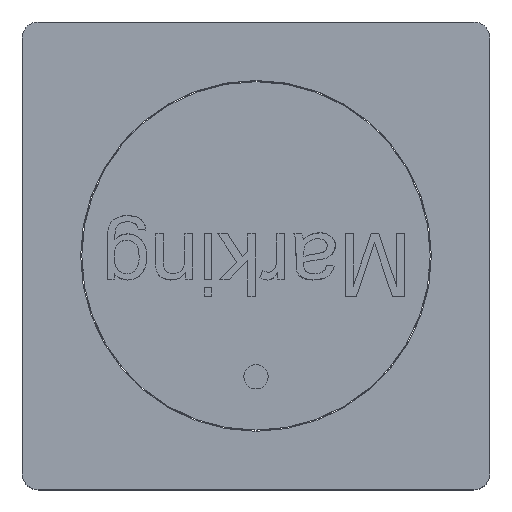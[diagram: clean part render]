
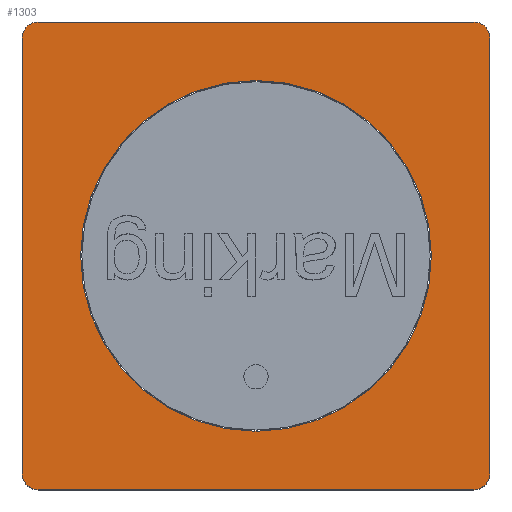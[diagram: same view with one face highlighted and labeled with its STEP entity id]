
A CAD part, top view. The second image highlights one B-rep face of the part: STEP entity #1303.
In plain terms, the highlighted planar face has unit normal (0, 0, 1).
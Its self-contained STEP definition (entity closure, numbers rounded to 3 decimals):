
#572 = VERTEX_POINT('',#573);
#573 = CARTESIAN_POINT('',(-2.9,-2.7,1.85));
#579 = EDGE_CURVE('',#580,#572,#582,.T.);
#580 = VERTEX_POINT('',#581);
#581 = CARTESIAN_POINT('',(-2.9,2.7,1.85));
#582 = LINE('',#583,#584);
#583 = CARTESIAN_POINT('',(-2.9,2.9,1.85));
#584 = VECTOR('',#585,1.);
#585 = DIRECTION('',(0.,-1.,0.));
#612 = VERTEX_POINT('',#613);
#613 = CARTESIAN_POINT('',(2.9,2.7,1.85));
#619 = EDGE_CURVE('',#620,#612,#622,.T.);
#620 = VERTEX_POINT('',#621);
#621 = CARTESIAN_POINT('',(2.9,-2.7,1.85));
#622 = LINE('',#623,#624);
#623 = CARTESIAN_POINT('',(2.9,-2.9,1.85));
#624 = VECTOR('',#625,1.);
#625 = DIRECTION('',(0.,1.,0.));
#827 = VERTEX_POINT('',#828);
#828 = CARTESIAN_POINT('',(0.,-2.175,1.85));
#833 = EDGE_CURVE('',#827,#834,#836,.T.);
#834 = VERTEX_POINT('',#835);
#835 = CARTESIAN_POINT('',(2.175,0.,1.85));
#836 = CIRCLE('',#837,2.175);
#837 = AXIS2_PLACEMENT_3D('',#838,#839,#840);
#838 = CARTESIAN_POINT('',(0.,0.,1.85)
  );
#839 = DIRECTION('',(0.,0.,-1.));
#840 = DIRECTION('',(1.,0.,0.));
#842 = EDGE_CURVE('',#834,#827,#843,.T.);
#843 = CIRCLE('',#844,2.175);
#844 = AXIS2_PLACEMENT_3D('',#845,#846,#847);
#845 = CARTESIAN_POINT('',(0.,0.,1.85)
  );
#846 = DIRECTION('',(0.,0.,-1.));
#847 = DIRECTION('',(1.,0.,0.));
#1242 = VERTEX_POINT('',#1243);
#1243 = CARTESIAN_POINT('',(-2.7,2.9,1.85));
#1249 = EDGE_CURVE('',#1250,#1242,#1252,.T.);
#1250 = VERTEX_POINT('',#1251);
#1251 = CARTESIAN_POINT('',(2.7,2.9,1.85));
#1252 = LINE('',#1253,#1254);
#1253 = CARTESIAN_POINT('',(2.9,2.9,1.85));
#1254 = VECTOR('',#1255,1.);
#1255 = DIRECTION('',(-1.,0.,0.));
#1273 = EDGE_CURVE('',#612,#1250,#1274,.T.);
#1274 = CIRCLE('',#1275,0.2);
#1275 = AXIS2_PLACEMENT_3D('',#1276,#1277,#1278);
#1276 = CARTESIAN_POINT('',(2.7,2.7,1.85));
#1277 = DIRECTION('',(0.,0.,1.));
#1278 = DIRECTION('',(0.,-1.,0.));
#1291 = EDGE_CURVE('',#1242,#580,#1292,.T.);
#1292 = CIRCLE('',#1293,0.2);
#1293 = AXIS2_PLACEMENT_3D('',#1294,#1295,#1296);
#1294 = CARTESIAN_POINT('',(-2.7,2.7,1.85));
#1295 = DIRECTION('',(0.,0.,1.));
#1296 = DIRECTION('',(0.,-1.,0.));
#1303 = ADVANCED_FACE('',(#1304,#1308),#1339,.T.);
#1304 = FACE_BOUND('',#1305,.T.);
#1305 = EDGE_LOOP('',(#1306,#1307));
#1306 = ORIENTED_EDGE('',*,*,#842,.T.);
#1307 = ORIENTED_EDGE('',*,*,#833,.T.);
#1308 = FACE_BOUND('',#1309,.T.);
#1309 = EDGE_LOOP('',(#1310,#1311,#1320,#1328,#1335,#1336,#1337,#1338));
#1310 = ORIENTED_EDGE('',*,*,#579,.T.);
#1311 = ORIENTED_EDGE('',*,*,#1312,.T.);
#1312 = EDGE_CURVE('',#572,#1313,#1315,.T.);
#1313 = VERTEX_POINT('',#1314);
#1314 = CARTESIAN_POINT('',(-2.7,-2.9,1.85));
#1315 = CIRCLE('',#1316,0.2);
#1316 = AXIS2_PLACEMENT_3D('',#1317,#1318,#1319);
#1317 = CARTESIAN_POINT('',(-2.7,-2.7,1.85));
#1318 = DIRECTION('',(0.,0.,1.));
#1319 = DIRECTION('',(0.,-1.,0.));
#1320 = ORIENTED_EDGE('',*,*,#1321,.T.);
#1321 = EDGE_CURVE('',#1313,#1322,#1324,.T.);
#1322 = VERTEX_POINT('',#1323);
#1323 = CARTESIAN_POINT('',(2.7,-2.9,1.85));
#1324 = LINE('',#1325,#1326);
#1325 = CARTESIAN_POINT('',(-2.9,-2.9,1.85));
#1326 = VECTOR('',#1327,1.);
#1327 = DIRECTION('',(1.,0.,0.));
#1328 = ORIENTED_EDGE('',*,*,#1329,.T.);
#1329 = EDGE_CURVE('',#1322,#620,#1330,.T.);
#1330 = CIRCLE('',#1331,0.2);
#1331 = AXIS2_PLACEMENT_3D('',#1332,#1333,#1334);
#1332 = CARTESIAN_POINT('',(2.7,-2.7,1.85));
#1333 = DIRECTION('',(0.,0.,1.));
#1334 = DIRECTION('',(0.,-1.,0.));
#1335 = ORIENTED_EDGE('',*,*,#619,.T.);
#1336 = ORIENTED_EDGE('',*,*,#1273,.T.);
#1337 = ORIENTED_EDGE('',*,*,#1249,.T.);
#1338 = ORIENTED_EDGE('',*,*,#1291,.T.);
#1339 = PLANE('',#1340);
#1340 = AXIS2_PLACEMENT_3D('',#1341,#1342,#1343);
#1341 = CARTESIAN_POINT('',(-2.9,2.9,1.85));
#1342 = DIRECTION('',(0.,0.,1.));
#1343 = DIRECTION('',(0.,-1.,0.));
